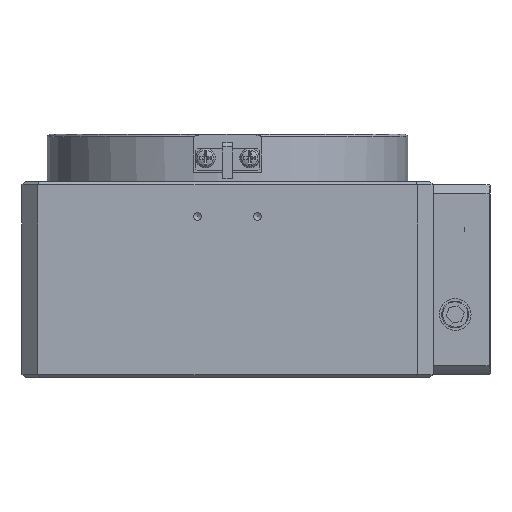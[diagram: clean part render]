
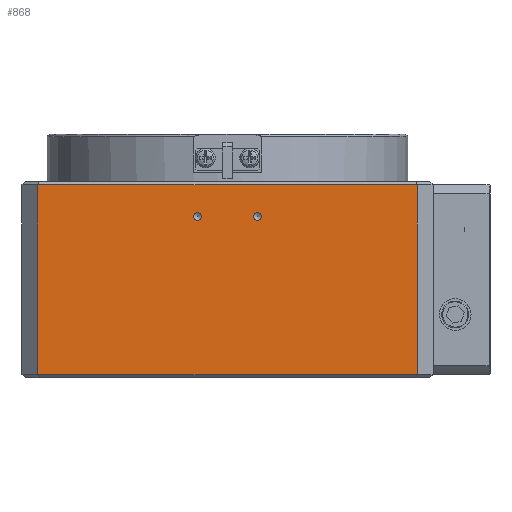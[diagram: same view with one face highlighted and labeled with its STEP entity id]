
A CAD part, left-side view. The second image highlights one B-rep face of the part: STEP entity #868.
In plain terms, the highlighted planar face has unit normal (-1, 0, 0).
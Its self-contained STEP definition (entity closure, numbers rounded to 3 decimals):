
#868 = ADVANCED_FACE( '', ( #1836, #1837, #1838 ), #1839, .F. );
#1836 = FACE_BOUND( '', #3117, .T. );
#1837 = FACE_BOUND( '', #3118, .T. );
#1838 = FACE_OUTER_BOUND( '', #3119, .T. );
#1839 = PLANE( '', #3120 );
#3117 = EDGE_LOOP( '', ( #4824 ) );
#3118 = EDGE_LOOP( '', ( #4825 ) );
#3119 = EDGE_LOOP( '', ( #4826, #4827, #4828, #4829 ) );
#3120 = AXIS2_PLACEMENT_3D( '', #4830, #4831, #4832 );
#4824 = ORIENTED_EDGE( '', *, *, #6739, .T. );
#4825 = ORIENTED_EDGE( '', *, *, #6740, .T. );
#4826 = ORIENTED_EDGE( '', *, *, #6741, .T. );
#4827 = ORIENTED_EDGE( '', *, *, #6700, .T. );
#4828 = ORIENTED_EDGE( '', *, *, #6404, .T. );
#4829 = ORIENTED_EDGE( '', *, *, #6742, .T. );
#4830 = CARTESIAN_POINT( '', ( -80., 65., 62. ) );
#4831 = DIRECTION( '', ( 1., 0., 0. ) );
#4832 = DIRECTION( '', ( 0., 0., -1. ) );
#6404 = EDGE_CURVE( '', #7338, #7339, #7340, .F. );
#6700 = EDGE_CURVE( '', #7650, #7338, #7800, .F. );
#6739 = EDGE_CURVE( '', #7852, #7852, #7853, .T. );
#6740 = EDGE_CURVE( '', #7854, #7854, #7855, .T. );
#6741 = EDGE_CURVE( '', #7725, #7650, #7856, .F. );
#6742 = EDGE_CURVE( '', #7339, #7725, #7857, .T. );
#7338 = VERTEX_POINT( '', #8691 );
#7339 = VERTEX_POINT( '', #8692 );
#7340 = LINE( '', #8693, #8694 );
#7650 = VERTEX_POINT( '', #9075 );
#7725 = VERTEX_POINT( '', #9174 );
#7800 = LINE( '', #9267, #9268 );
#7852 = VERTEX_POINT( '', #9338 );
#7853 = CIRCLE( '', #9339, 1.25 );
#7854 = VERTEX_POINT( '', #9340 );
#7855 = CIRCLE( '', #9341, 1.25 );
#7856 = LINE( '', #9342, #9343 );
#7857 = LINE( '', #9344, #9345 );
#8691 = CARTESIAN_POINT( '', ( -80., -60., 1. ) );
#8692 = CARTESIAN_POINT( '', ( -80., -60., 61. ) );
#8693 = CARTESIAN_POINT( '', ( -80., -60., 62. ) );
#8694 = VECTOR( '', #10428, 1000. );
#9075 = CARTESIAN_POINT( '', ( -80., 60., 1. ) );
#9174 = CARTESIAN_POINT( '', ( -80., 60., 61. ) );
#9267 = CARTESIAN_POINT( '', ( -80., 65., 1. ) );
#9268 = VECTOR( '', #10827, 1000. );
#9338 = CARTESIAN_POINT( '', ( -80., -9.498, 52.25 ) );
#9339 = AXIS2_PLACEMENT_3D( '', #10864, #10865, #10866 );
#9340 = CARTESIAN_POINT( '', ( -80., 9.5, 52.25 ) );
#9341 = AXIS2_PLACEMENT_3D( '', #10867, #10868, #10869 );
#9342 = CARTESIAN_POINT( '', ( -80., 60., 62. ) );
#9343 = VECTOR( '', #10870, 1000. );
#9344 = CARTESIAN_POINT( '', ( -80., 0., 61. ) );
#9345 = VECTOR( '', #10871, 1000. );
#10428 = DIRECTION( '', ( 0., 0., -1. ) );
#10827 = DIRECTION( '', ( 0., 1., 0. ) );
#10864 = CARTESIAN_POINT( '', ( -80., -9.498, 51. ) );
#10865 = DIRECTION( '', ( 1., 0., 0. ) );
#10866 = DIRECTION( '', ( 0., 0., 1. ) );
#10867 = CARTESIAN_POINT( '', ( -80., 9.5, 51. ) );
#10868 = DIRECTION( '', ( 1., 0., 0. ) );
#10869 = DIRECTION( '', ( 0., 0., 1. ) );
#10870 = DIRECTION( '', ( 0., 0., 1. ) );
#10871 = DIRECTION( '', ( 0., 1., 0. ) );
